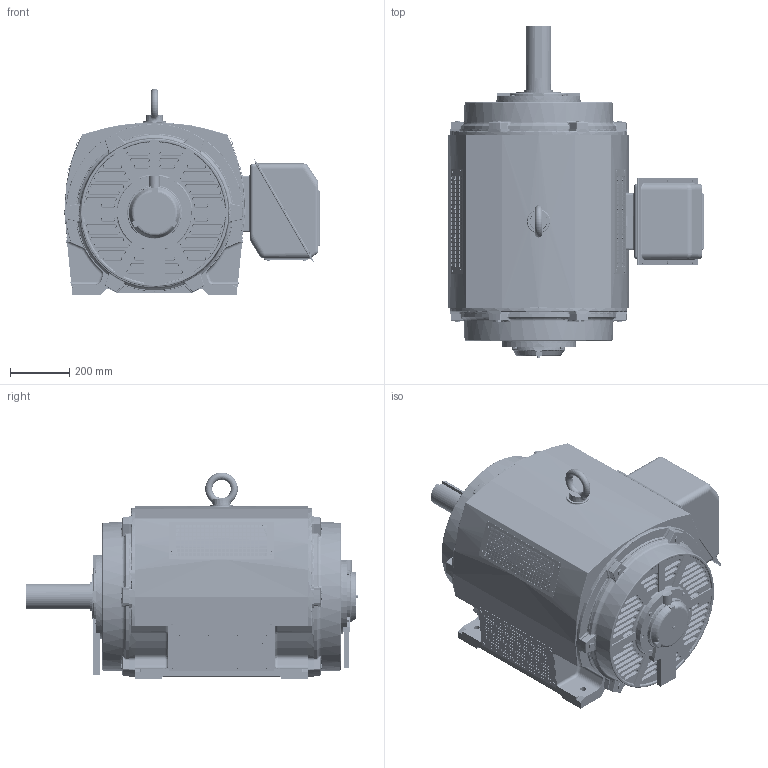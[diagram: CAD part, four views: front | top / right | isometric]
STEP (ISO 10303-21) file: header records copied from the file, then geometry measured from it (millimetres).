
FILE_DESCRIPTION(('CATIA V5 STEP Exchange'),'2;1');
FILE_NAME('3A043A508.stp','2014-04-02T08:36:47+00:00',('none'),('none'),'Unofficial Packaging Version','CATIA V5 STEP AP203','none');
FILE_SCHEMA(('CONFIG_CONTROL_DESIGN'));
Length unit declared in the file: millimetre
Products named in the file (1): #14
Bounding box: 862.8 x 1121.46 x 698.39 mm (x, y, z)
Volume: 208169060.5 mm3; surface area: 5549172.8 mm2
Topology: 2 solids, 39 shells, 10185 faces, 27995 edges, 18342 vertices
Faces by surface type: plane 5058, cylinder 4271, torus 287, bspline 280, cone 205, sphere 60, revolution 12, extrusion 12
Entity records: 330288 total; most frequent: CARTESIAN_POINT 80724, ORIENTED_EDGE 55814, DIRECTION 42782, EDGE_CURVE 27907, VERTEX_POINT 18342, AXIS2_PLACEMENT_3D 17467, VECTOR 17025, LINE 17013
